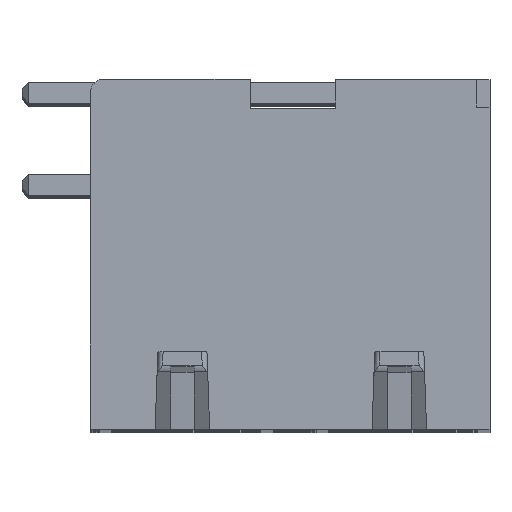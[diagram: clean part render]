
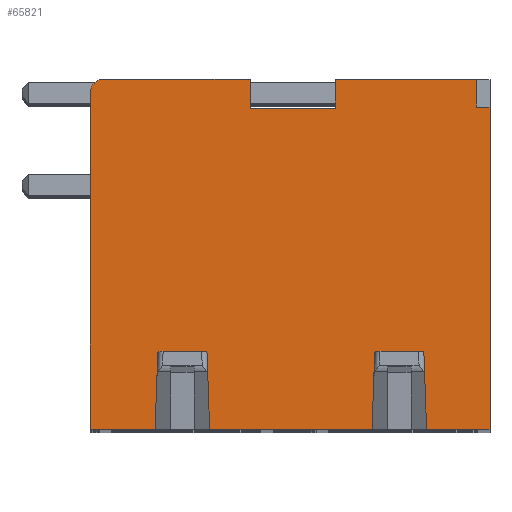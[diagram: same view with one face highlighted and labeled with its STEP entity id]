
A CAD part, top view. The second image highlights one B-rep face of the part: STEP entity #65821.
In plain terms, the highlighted planar face has unit normal (0, 0, 1).
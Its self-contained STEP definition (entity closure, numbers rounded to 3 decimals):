
#17329=DIRECTION('',(-1.,0.,0.));
#17330=VECTOR('',#17329,5.39);
#17331=CARTESIAN_POINT('',(11.703,13.3,33.7));
#17332=LINE('',#17331,#17330);
#17581=DIRECTION('',(0.,-1.,0.));
#17582=VECTOR('',#17581,1.092);
#17583=CARTESIAN_POINT('',(6.313,13.3,33.7));
#17584=LINE('',#17583,#17582);
#17709=DIRECTION('',(0.,1.,0.));
#17710=VECTOR('',#17709,1.092);
#17711=CARTESIAN_POINT('',(3.074,12.208,33.7));
#17712=LINE('',#17711,#17710);
#18357=DIRECTION('',(-1.,0.,0.));
#18358=VECTOR('',#18357,5.716);
#18359=CARTESIAN_POINT('',(3.074,13.3,33.7));
#18360=LINE('',#18359,#18358);
#18865=DIRECTION('',(0.,-1.,0.));
#18866=VECTOR('',#18865,0.02);
#18867=CARTESIAN_POINT('',(-2.641,13.3,33.7));
#18868=LINE('',#18867,#18866);
#22455=DIRECTION('',(-1.,0.,0.));
#22456=VECTOR('',#22455,3.238);
#22457=CARTESIAN_POINT('',(6.313,12.208,33.7));
#22458=LINE('',#22457,#22456);
#22459=DIRECTION('',(-0.035,-0.999,0.));
#22460=VECTOR('',#22459,2.716);
#22461=CARTESIAN_POINT('',(-0.443,2.714,33.7));
#22462=LINE('',#22461,#22460);
#22463=DIRECTION('',(-1.,0.,0.));
#22464=VECTOR('',#22463,2.463);
#22465=CARTESIAN_POINT('',(-0.537,0.,33.7));
#22466=LINE('',#22465,#22464);
#22467=DIRECTION('',(0.,1.,0.));
#22468=VECTOR('',#22467,12.8);
#22469=CARTESIAN_POINT('',(-3.,0.,33.7));
#22470=LINE('',#22469,#22468);
#22471=CARTESIAN_POINT('',(-2.5,12.8,33.7));
#22472=DIRECTION('',(0.,0.,-1.));
#22473=DIRECTION('',(-1.,0.,0.));
#22474=AXIS2_PLACEMENT_3D('',#22471,#22472,#22473);
#22476=DIRECTION('',(0.,-1.,0.));
#22477=VECTOR('',#22476,12.25);
#22478=CARTESIAN_POINT('',(12.2,12.25,33.7));
#22479=LINE('',#22478,#22477);
#22480=DIRECTION('',(-1.,0.,0.));
#22481=VECTOR('',#22480,2.413);
#22482=CARTESIAN_POINT('',(12.2,0.,33.7));
#22483=LINE('',#22482,#22481);
#22484=DIRECTION('',(-0.035,0.999,0.));
#22485=VECTOR('',#22484,2.716);
#22486=CARTESIAN_POINT('',(9.787,0.,33.7));
#22487=LINE('',#22486,#22485);
#22488=DIRECTION('',(-0.035,-0.999,0.));
#22489=VECTOR('',#22488,2.716);
#22490=CARTESIAN_POINT('',(7.807,2.714,33.7));
#22491=LINE('',#22490,#22489);
#22492=DIRECTION('',(-1.,0.,0.));
#22493=VECTOR('',#22492,6.175);
#22494=CARTESIAN_POINT('',(7.713,0.,33.7));
#22495=LINE('',#22494,#22493);
#22496=DIRECTION('',(-0.035,0.999,0.));
#22497=VECTOR('',#22496,2.716);
#22498=CARTESIAN_POINT('',(1.537,0.,33.7));
#22499=LINE('',#22498,#22497);
#22524=DIRECTION('',(1.,0.,0.));
#22525=VECTOR('',#22524,1.885);
#22526=CARTESIAN_POINT('',(-0.443,2.714,33.7));
#22527=LINE('',#22526,#22525);
#22681=DIRECTION('',(0.,1.,0.));
#22682=VECTOR('',#22681,1.05);
#22683=CARTESIAN_POINT('',(11.703,12.25,33.7));
#22684=LINE('',#22683,#22682);
#22697=DIRECTION('',(-1.,0.,0.));
#22698=VECTOR('',#22697,0.497);
#22699=CARTESIAN_POINT('',(12.2,12.25,33.7));
#22700=LINE('',#22699,#22698);
#22717=DIRECTION('',(1.,0.,0.));
#22718=VECTOR('',#22717,1.885);
#22719=CARTESIAN_POINT('',(7.807,2.714,33.7));
#22720=LINE('',#22719,#22718);
#24793=CARTESIAN_POINT('',(-3.,0.,33.7));
#24794=VERTEX_POINT('',#24793);
#24795=CARTESIAN_POINT('',(-0.537,0.,33.7));
#24796=VERTEX_POINT('',#24795);
#24801=CARTESIAN_POINT('',(1.537,0.,33.7));
#24802=VERTEX_POINT('',#24801);
#24803=CARTESIAN_POINT('',(7.713,0.,33.7));
#24804=VERTEX_POINT('',#24803);
#24809=CARTESIAN_POINT('',(9.787,0.,33.7));
#24810=VERTEX_POINT('',#24809);
#24811=CARTESIAN_POINT('',(12.2,0.,33.7));
#24812=VERTEX_POINT('',#24811);
#24893=CARTESIAN_POINT('',(12.2,12.25,33.7));
#24894=VERTEX_POINT('',#24893);
#24901=CARTESIAN_POINT('',(11.703,13.3,33.7));
#24902=VERTEX_POINT('',#24901);
#24903=CARTESIAN_POINT('',(6.313,13.3,33.7));
#24904=VERTEX_POINT('',#24903);
#24905=CARTESIAN_POINT('',(6.313,12.208,33.7));
#24906=VERTEX_POINT('',#24905);
#24915=CARTESIAN_POINT('',(3.074,12.208,33.7));
#24916=CARTESIAN_POINT('',(3.074,13.3,33.7));
#24917=VERTEX_POINT('',#24915);
#24918=VERTEX_POINT('',#24916);
#24927=CARTESIAN_POINT('',(-2.641,13.3,33.7));
#24928=VERTEX_POINT('',#24927);
#24929=CARTESIAN_POINT('',(-2.641,13.28,33.7));
#24930=VERTEX_POINT('',#24929);
#24959=CARTESIAN_POINT('',(-0.443,2.714,33.7));
#24960=VERTEX_POINT('',#24959);
#24961=CARTESIAN_POINT('',(-3.,12.8,33.7));
#24962=VERTEX_POINT('',#24961);
#24963=CARTESIAN_POINT('',(11.703,12.25,33.7));
#24964=VERTEX_POINT('',#24963);
#24965=CARTESIAN_POINT('',(9.693,2.714,33.7));
#24966=VERTEX_POINT('',#24965);
#24967=CARTESIAN_POINT('',(7.807,2.714,33.7));
#24968=VERTEX_POINT('',#24967);
#24969=CARTESIAN_POINT('',(1.443,2.714,33.7));
#24970=VERTEX_POINT('',#24969);
#65784=CARTESIAN_POINT('',(0.,0.,33.7));
#65785=DIRECTION('',(0.,0.,1.));
#65786=DIRECTION('',(1.,0.,0.));
#65787=AXIS2_PLACEMENT_3D('',#65784,#65785,#65786);
#65788=PLANE('',#65787);
#65790=ORIENTED_EDGE('',*,*,#65789,.T.);
#65791=ORIENTED_EDGE('',*,*,#32727,.T.);
#65793=ORIENTED_EDGE('',*,*,#65792,.T.);
#65795=ORIENTED_EDGE('',*,*,#65794,.T.);
#65796=ORIENTED_EDGE('',*,*,#59190,.F.);
#65797=ORIENTED_EDGE('',*,*,#59160,.F.);
#65798=ORIENTED_EDGE('',*,*,#57899,.F.);
#65799=ORIENTED_EDGE('',*,*,#65779,.F.);
#65800=ORIENTED_EDGE('',*,*,#57617,.F.);
#65801=ORIENTED_EDGE('',*,*,#57602,.F.);
#65803=ORIENTED_EDGE('',*,*,#65802,.F.);
#65805=ORIENTED_EDGE('',*,*,#65804,.F.);
#65806=ORIENTED_EDGE('',*,*,#57290,.T.);
#65807=ORIENTED_EDGE('',*,*,#32743,.T.);
#65809=ORIENTED_EDGE('',*,*,#65808,.T.);
#65811=ORIENTED_EDGE('',*,*,#65810,.F.);
#65813=ORIENTED_EDGE('',*,*,#65812,.T.);
#65814=ORIENTED_EDGE('',*,*,#32735,.T.);
#65816=ORIENTED_EDGE('',*,*,#65815,.T.);
#65818=ORIENTED_EDGE('',*,*,#65817,.F.);
#65819=EDGE_LOOP('',(#65790,#65791,#65793,#65795,#65796,#65797,#65798,#65799,
#65800,#65801,#65803,#65805,#65806,#65807,#65809,#65811,#65813,#65814,#65816,
#65818));
#65820=FACE_OUTER_BOUND('',#65819,.F.);
#65821=ADVANCED_FACE('',(#65820),#65788,.T.);
#22475=CIRCLE('',#22474,0.5);
#32727=EDGE_CURVE('',#24796,#24794,#22466,.T.);
#32735=EDGE_CURVE('',#24804,#24802,#22495,.T.);
#32743=EDGE_CURVE('',#24812,#24810,#22483,.T.);
#57290=EDGE_CURVE('',#24894,#24812,#22479,.T.);
#57602=EDGE_CURVE('',#24902,#24904,#17332,.T.);
#57617=EDGE_CURVE('',#24904,#24906,#17584,.T.);
#57899=EDGE_CURVE('',#24917,#24918,#17712,.T.);
#59160=EDGE_CURVE('',#24918,#24928,#18360,.T.);
#59190=EDGE_CURVE('',#24928,#24930,#18868,.T.);
#65779=EDGE_CURVE('',#24906,#24917,#22458,.T.);
#65789=EDGE_CURVE('',#24960,#24796,#22462,.T.);
#65792=EDGE_CURVE('',#24794,#24962,#22470,.T.);
#65794=EDGE_CURVE('',#24962,#24930,#22475,.T.);
#65802=EDGE_CURVE('',#24964,#24902,#22684,.T.);
#65804=EDGE_CURVE('',#24894,#24964,#22700,.T.);
#65808=EDGE_CURVE('',#24810,#24966,#22487,.T.);
#65810=EDGE_CURVE('',#24968,#24966,#22720,.T.);
#65812=EDGE_CURVE('',#24968,#24804,#22491,.T.);
#65815=EDGE_CURVE('',#24802,#24970,#22499,.T.);
#65817=EDGE_CURVE('',#24960,#24970,#22527,.T.);
